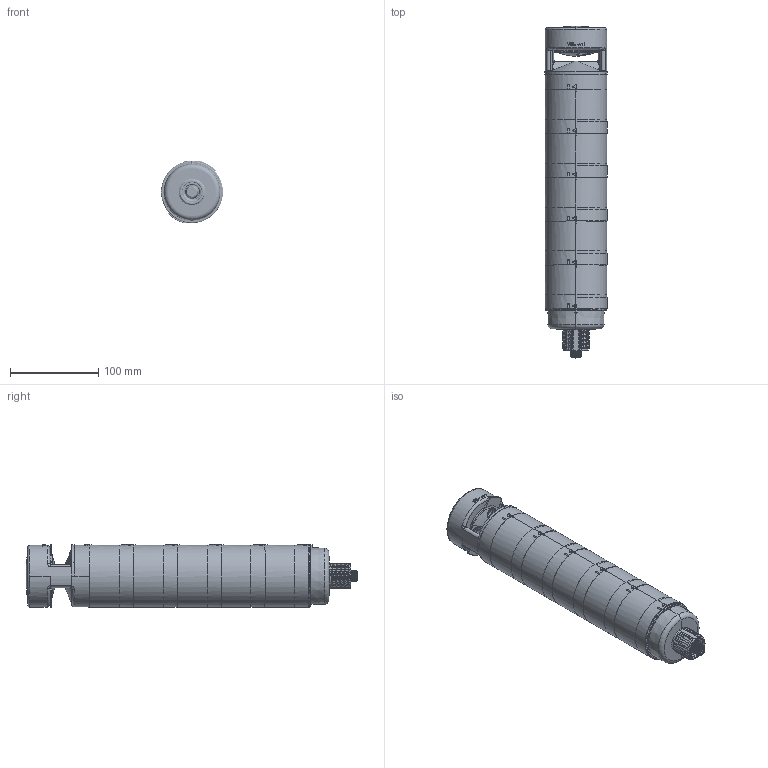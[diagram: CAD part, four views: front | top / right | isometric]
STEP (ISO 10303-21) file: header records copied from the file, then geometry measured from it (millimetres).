
FILE_DESCRIPTION((''),'2;1');
FILE_NAME('181456_ASM','2022-04-18T14:03:32',('PDMAdmin'),('BANNER ENGINEERING'),'CREO PARAMETRIC BY PTC INC, 2019292','CREO PARAMETRIC BY PTC INC, 2019292','');
FILE_SCHEMA(('CONFIG_CONTROL_DESIGN'));
Length unit declared in the file: millimetre
Products named in the file (9): 180077; 180482; 08427; 183492; 183493; 180306; 180307; 180308; 181456_ASM
Assembly tree (16 placements, depth 2):
  181456_ASM
    180077
    180482
    08427
    183492  x5
    183493  x5
    180306
    180307
    180308
Bounding box: 71 x 376.01 x 71.25 mm (x, y, z)
Volume: 349308.7 mm3; surface area: 256419.7 mm2
Topology: 16 solids, 22 shells, 4384 faces, 10660 edges, 6358 vertices
Faces by surface type: bspline 1368, cylinder 1203, plane 787, torus 441, cone 348, sphere 211, extrusion 22, revolution 4
Entity records: 113906 total; most frequent: CARTESIAN_POINT 70342, ORIENTED_EDGE 10004, DIRECTION 7850, EDGE_CURVE 5006, AXIS2_PLACEMENT_3D 3259, VERTEX_POINT 3058, EDGE_LOOP 2126, FACE_OUTER_BOUND 2020
